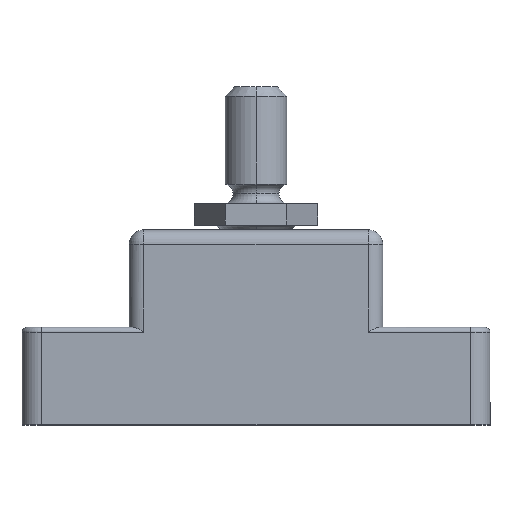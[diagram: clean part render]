
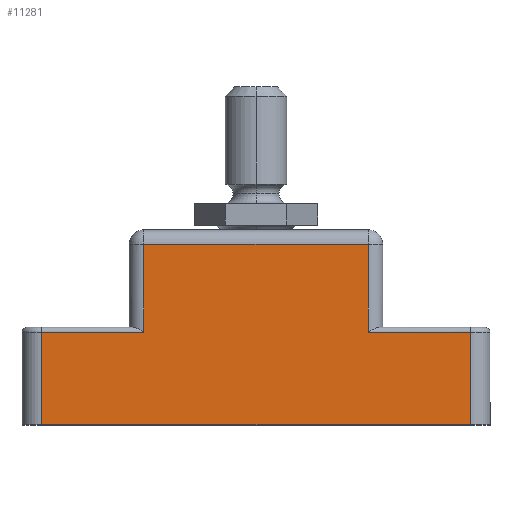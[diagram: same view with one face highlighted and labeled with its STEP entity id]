
A CAD part, top view. The second image highlights one B-rep face of the part: STEP entity #11281.
In plain terms, the highlighted planar face has unit normal (0, 0, 1).
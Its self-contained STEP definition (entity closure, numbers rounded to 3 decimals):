
#372 = LINE ( 'NONE', #497, #6578 ) ;
#491 = VERTEX_POINT ( 'NONE', #6428 ) ;
#497 = CARTESIAN_POINT ( 'NONE',  ( -11.5, 10., 14. ) ) ;
#579 = VERTEX_POINT ( 'NONE', #14737 ) ;
#708 = ORIENTED_EDGE ( 'NONE', *, *, #14409, .T. ) ;
#999 = DIRECTION ( 'NONE',  ( 0., 1., 0. ) ) ;
#1052 = CARTESIAN_POINT ( 'NONE',  ( 22., 10., 14. ) ) ;
#1124 = VECTOR ( 'NONE', #999, 1000. ) ;
#1350 = EDGE_CURVE ( 'NONE', #14516, #10484, #1854, .T. ) ;
#1406 = VERTEX_POINT ( 'NONE', #5036 ) ;
#1461 = EDGE_CURVE ( 'NONE', #10484, #10272, #372, .T. ) ;
#1854 = LINE ( 'NONE', #10724, #7674 ) ;
#2005 = PLANE ( 'NONE',  #3936 ) ;
#2588 = DIRECTION ( 'NONE',  ( -1., 0., 0. ) ) ;
#3003 = EDGE_CURVE ( 'NONE', #491, #14516, #4428, .T. ) ;
#3184 = EDGE_CURVE ( 'NONE', #14988, #579, #4585, .T. ) ;
#3315 = VERTEX_POINT ( 'NONE', #8317 ) ;
#3614 = CARTESIAN_POINT ( 'NONE',  ( -11.5, 9.5, 14. ) ) ;
#3860 = EDGE_CURVE ( 'NONE', #579, #491, #5406, .T. ) ;
#3936 = AXIS2_PLACEMENT_3D ( 'NONE', #5456, #11302, #4342 ) ;
#4055 = EDGE_CURVE ( 'NONE', #3315, #1406, #9381, .T. ) ;
#4109 = DIRECTION ( 'NONE',  ( 0., 1., 0. ) ) ;
#4342 = DIRECTION ( 'NONE',  ( -1., 0., 0. ) ) ;
#4359 = DIRECTION ( 'NONE',  ( -1., 0., 0. ) ) ;
#4428 = LINE ( 'NONE', #9890, #9869 ) ;
#4585 = LINE ( 'NONE', #1052, #1124 ) ;
#4663 = ORIENTED_EDGE ( 'NONE', *, *, #1461, .T. ) ;
#4669 = EDGE_CURVE ( 'NONE', #10272, #3315, #10641, .T. ) ;
#4920 = LINE ( 'NONE', #8062, #7660 ) ;
#5036 = CARTESIAN_POINT ( 'NONE',  ( -22., 0., 14. ) ) ;
#5265 = ORIENTED_EDGE ( 'NONE', *, *, #4055, .T. ) ;
#5406 = LINE ( 'NONE', #11283, #8120 ) ;
#5456 = CARTESIAN_POINT ( 'NONE',  ( -24., 10., 14. ) ) ;
#5715 = CARTESIAN_POINT ( 'NONE',  ( -22., 10., 14. ) ) ;
#6428 = CARTESIAN_POINT ( 'NONE',  ( 11.5, 9.5, 14. ) ) ;
#6446 = ORIENTED_EDGE ( 'NONE', *, *, #4669, .T. ) ;
#6578 = VECTOR ( 'NONE', #9807, 1000. ) ;
#6712 = ORIENTED_EDGE ( 'NONE', *, *, #3184, .T. ) ;
#7098 = CARTESIAN_POINT ( 'NONE',  ( 11.5, 18.5, 14. ) ) ;
#7660 = VECTOR ( 'NONE', #9247, 1000. ) ;
#7674 = VECTOR ( 'NONE', #2588, 1000. ) ;
#8062 = CARTESIAN_POINT ( 'NONE',  ( 24., 0., 14. ) ) ;
#8120 = VECTOR ( 'NONE', #12455, 1000. ) ;
#8273 = VECTOR ( 'NONE', #4359, 1000. ) ;
#8317 = CARTESIAN_POINT ( 'NONE',  ( -22., 9.5, 14. ) ) ;
#9034 = VECTOR ( 'NONE', #15040, 1000. ) ;
#9105 = CARTESIAN_POINT ( 'NONE',  ( -11.5, 18.5, 14. ) ) ;
#9247 = DIRECTION ( 'NONE',  ( 1., 0., 0. ) ) ;
#9381 = LINE ( 'NONE', #5715, #9034 ) ;
#9807 = DIRECTION ( 'NONE',  ( 0., -1., 0. ) ) ;
#9869 = VECTOR ( 'NONE', #4109, 1000. ) ;
#9890 = CARTESIAN_POINT ( 'NONE',  ( 11.5, 10., 14. ) ) ;
#9971 = FACE_OUTER_BOUND ( 'NONE', #12654, .T. ) ;
#10272 = VERTEX_POINT ( 'NONE', #3614 ) ;
#10484 = VERTEX_POINT ( 'NONE', #9105 ) ;
#10641 = LINE ( 'NONE', #11319, #8273 ) ;
#10724 = CARTESIAN_POINT ( 'NONE',  ( -24., 18.5, 14. ) ) ;
#10952 = ORIENTED_EDGE ( 'NONE', *, *, #3003, .T. ) ;
#11281 = ADVANCED_FACE ( 'NONE', ( #9971 ), #2005, .F. ) ;
#11283 = CARTESIAN_POINT ( 'NONE',  ( -24., 9.5, 14. ) ) ;
#11302 = DIRECTION ( 'NONE',  ( 0., 0., -1. ) ) ;
#11319 = CARTESIAN_POINT ( 'NONE',  ( -24., 9.5, 14. ) ) ;
#12319 = ORIENTED_EDGE ( 'NONE', *, *, #3860, .T. ) ;
#12455 = DIRECTION ( 'NONE',  ( -1., 0., 0. ) ) ;
#12654 = EDGE_LOOP ( 'NONE', ( #4663, #6446, #5265, #708, #6712, #12319, #10952, #14304 ) ) ;
#14107 = CARTESIAN_POINT ( 'NONE',  ( 22., 0., 14. ) ) ;
#14304 = ORIENTED_EDGE ( 'NONE', *, *, #1350, .T. ) ;
#14409 = EDGE_CURVE ( 'NONE', #1406, #14988, #4920, .T. ) ;
#14516 = VERTEX_POINT ( 'NONE', #7098 ) ;
#14737 = CARTESIAN_POINT ( 'NONE',  ( 22., 9.5, 14. ) ) ;
#14988 = VERTEX_POINT ( 'NONE', #14107 ) ;
#15040 = DIRECTION ( 'NONE',  ( 0., -1., 0. ) ) ;
